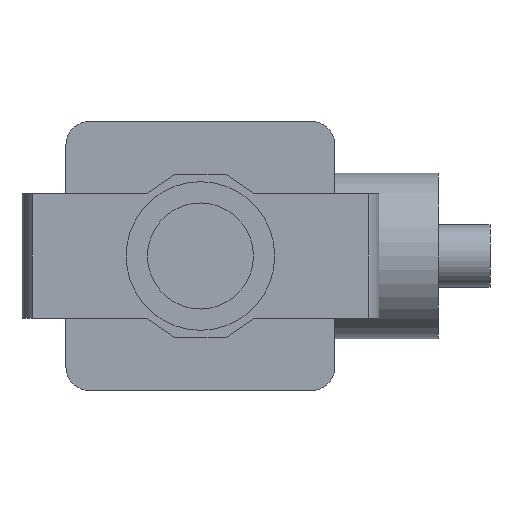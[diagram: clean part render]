
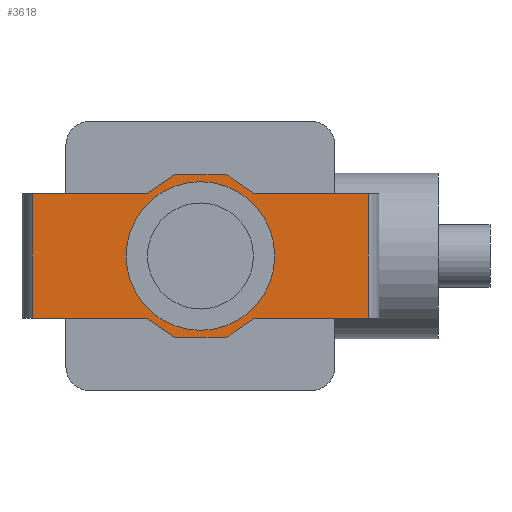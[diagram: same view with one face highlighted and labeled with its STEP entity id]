
A CAD part, front view. The second image highlights one B-rep face of the part: STEP entity #3618.
In plain terms, the highlighted planar face has unit normal (0, -1, 0).
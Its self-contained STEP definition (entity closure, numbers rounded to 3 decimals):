
#33 = CIRCLE ( 'NONE', #2245, 28.75 ) ;
#64 = VECTOR ( 'NONE', #622, 1000. ) ;
#65 = DIRECTION ( 'NONE',  ( 0., 0., -1. ) ) ;
#102 = CARTESIAN_POINT ( 'NONE',  ( 19.25, -139., 0. ) ) ;
#128 = DIRECTION ( 'NONE',  ( -0.826, 0., 0.563 ) ) ;
#137 = EDGE_CURVE ( 'NONE', #3709, #2074, #2497, .T. ) ;
#179 = ORIENTED_EDGE ( 'NONE', *, *, #2638, .F. ) ;
#200 = DIRECTION ( 'NONE',  ( 0., 0., -1. ) ) ;
#201 = EDGE_CURVE ( 'NONE', #1073, #1098, #33, .T. ) ;
#209 = CARTESIAN_POINT ( 'NONE',  ( 84.25, -139., -24. ) ) ;
#265 = DIRECTION ( 'NONE',  ( 0., 0., -1. ) ) ;
#356 = DIRECTION ( 'NONE',  ( 1., 0., 0. ) ) ;
#393 = DIRECTION ( 'NONE',  ( -0.826, 0., -0.563 ) ) ;
#407 = ORIENTED_EDGE ( 'NONE', *, *, #1243, .F. ) ;
#410 = ORIENTED_EDGE ( 'NONE', *, *, #2280, .F. ) ;
#436 = EDGE_LOOP ( 'NONE', ( #3747, #410 ) ) ;
#440 = CARTESIAN_POINT ( 'NONE',  ( 40.25, -139., 24. ) ) ;
#456 = AXIS2_PLACEMENT_3D ( 'NONE', #2947, #2049, #200 ) ;
#598 = CARTESIAN_POINT ( 'NONE',  ( 40.25, -139., -24. ) ) ;
#622 = DIRECTION ( 'NONE',  ( 0.826, 0., -0.563 ) ) ;
#642 = PLANE ( 'NONE',  #2445 ) ;
#678 = CARTESIAN_POINT ( 'NONE',  ( 40.25, -139., 24. ) ) ;
#706 = VECTOR ( 'NONE', #1150, 1000. ) ;
#800 = CARTESIAN_POINT ( 'NONE',  ( 9.25, -139., 31.5 ) ) ;
#822 = CARTESIAN_POINT ( 'NONE',  ( -1.75, -139., -24. ) ) ;
#827 = CARTESIAN_POINT ( 'NONE',  ( -45.75, -139., -24. ) ) ;
#828 = CIRCLE ( 'NONE', #456, 28.75 ) ;
#951 = CARTESIAN_POINT ( 'NONE',  ( -45.75, -139., 24. ) ) ;
#954 = FACE_OUTER_BOUND ( 'NONE', #2066, .T. ) ;
#1043 = VERTEX_POINT ( 'NONE', #1660 ) ;
#1073 = VERTEX_POINT ( 'NONE', #3844 ) ;
#1086 = CARTESIAN_POINT ( 'NONE',  ( 19.25, -139., -28.75 ) ) ;
#1098 = VERTEX_POINT ( 'NONE', #1086 ) ;
#1114 = ORIENTED_EDGE ( 'NONE', *, *, #3004, .F. ) ;
#1150 = DIRECTION ( 'NONE',  ( -1., 0., 0. ) ) ;
#1170 = VECTOR ( 'NONE', #393, 1000. ) ;
#1238 = ORIENTED_EDGE ( 'NONE', *, *, #1803, .F. ) ;
#1241 = CARTESIAN_POINT ( 'NONE',  ( 29.25, -139., -31.5 ) ) ;
#1243 = EDGE_CURVE ( 'NONE', #2194, #2376, #2769, .T. ) ;
#1323 = CARTESIAN_POINT ( 'NONE',  ( -45.75, -139., -24. ) ) ;
#1367 = DIRECTION ( 'NONE',  ( 1., 0., 0. ) ) ;
#1496 = FACE_BOUND ( 'NONE', #436, .T. ) ;
#1500 = CARTESIAN_POINT ( 'NONE',  ( -45.75, -139., 24. ) ) ;
#1514 = LINE ( 'NONE', #3392, #1954 ) ;
#1578 = DIRECTION ( 'NONE',  ( 0., 0., 1. ) ) ;
#1643 = LINE ( 'NONE', #3737, #2075 ) ;
#1660 = CARTESIAN_POINT ( 'NONE',  ( 29.25, -139., 31.5 ) ) ;
#1667 = CARTESIAN_POINT ( 'NONE',  ( 9.25, -139., 31.5 ) ) ;
#1678 = VECTOR ( 'NONE', #3011, 1000. ) ;
#1800 = CARTESIAN_POINT ( 'NONE',  ( -45.75, -139., -31.5 ) ) ;
#1803 = EDGE_CURVE ( 'NONE', #3405, #3348, #3817, .T. ) ;
#1836 = ORIENTED_EDGE ( 'NONE', *, *, #2981, .F. ) ;
#1842 = DIRECTION ( 'NONE',  ( 0., 0., -1. ) ) ;
#1880 = ORIENTED_EDGE ( 'NONE', *, *, #3192, .F. ) ;
#1954 = VECTOR ( 'NONE', #1578, 1000. ) ;
#1963 = VERTEX_POINT ( 'NONE', #951 ) ;
#2035 = ORIENTED_EDGE ( 'NONE', *, *, #3265, .F. ) ;
#2049 = DIRECTION ( 'NONE',  ( 0., -1., 0. ) ) ;
#2066 = EDGE_LOOP ( 'NONE', ( #1880, #2573, #1836, #179, #407, #2829, #2196, #3437, #2035, #1114, #1238, #3837 ) ) ;
#2074 = VERTEX_POINT ( 'NONE', #2200 ) ;
#2075 = VECTOR ( 'NONE', #128, 1000. ) ;
#2109 = EDGE_CURVE ( 'NONE', #2672, #3848, #2559, .T. ) ;
#2121 = LINE ( 'NONE', #3335, #64 ) ;
#2142 = CARTESIAN_POINT ( 'NONE',  ( 9.25, -139., -31.5 ) ) ;
#2167 = VECTOR ( 'NONE', #2240, 1000. ) ;
#2194 = VERTEX_POINT ( 'NONE', #2327 ) ;
#2196 = ORIENTED_EDGE ( 'NONE', *, *, #3065, .F. ) ;
#2198 = DIRECTION ( 'NONE',  ( 0., -1., 0. ) ) ;
#2200 = CARTESIAN_POINT ( 'NONE',  ( 84.25, -139., 24. ) ) ;
#2208 = VECTOR ( 'NONE', #265, 1000. ) ;
#2240 = DIRECTION ( 'NONE',  ( -1., 0., 0. ) ) ;
#2242 = CARTESIAN_POINT ( 'NONE',  ( 9.25, -139., 31.5 ) ) ;
#2245 = AXIS2_PLACEMENT_3D ( 'NONE', #102, #2198, #65 ) ;
#2280 = EDGE_CURVE ( 'NONE', #1098, #1073, #828, .T. ) ;
#2297 = DIRECTION ( 'NONE',  ( 0.826, 0., 0.563 ) ) ;
#2327 = CARTESIAN_POINT ( 'NONE',  ( 40.25, -139., -24. ) ) ;
#2358 = LINE ( 'NONE', #3889, #2208 ) ;
#2376 = VERTEX_POINT ( 'NONE', #2411 ) ;
#2411 = CARTESIAN_POINT ( 'NONE',  ( 29.25, -139., -31.5 ) ) ;
#2445 = AXIS2_PLACEMENT_3D ( 'NONE', #1800, #3676, #1842 ) ;
#2497 = LINE ( 'NONE', #678, #2937 ) ;
#2559 = LINE ( 'NONE', #1323, #2167 ) ;
#2573 = ORIENTED_EDGE ( 'NONE', *, *, #2109, .F. ) ;
#2638 = EDGE_CURVE ( 'NONE', #2376, #3142, #3263, .T. ) ;
#2672 = VERTEX_POINT ( 'NONE', #822 ) ;
#2713 = EDGE_CURVE ( 'NONE', #1963, #3405, #3874, .T. ) ;
#2723 = VECTOR ( 'NONE', #2940, 1000. ) ;
#2769 = LINE ( 'NONE', #1241, #1170 ) ;
#2829 = ORIENTED_EDGE ( 'NONE', *, *, #3522, .F. ) ;
#2904 = VERTEX_POINT ( 'NONE', #209 ) ;
#2937 = VECTOR ( 'NONE', #356, 1000. ) ;
#2940 = DIRECTION ( 'NONE',  ( 1., 0., 0. ) ) ;
#2947 = CARTESIAN_POINT ( 'NONE',  ( 19.25, -139., 0. ) ) ;
#2980 = CARTESIAN_POINT ( 'NONE',  ( 9.25, -139., -31.5 ) ) ;
#2981 = EDGE_CURVE ( 'NONE', #3142, #2672, #1643, .T. ) ;
#3004 = EDGE_CURVE ( 'NONE', #3348, #1043, #3780, .T. ) ;
#3011 = DIRECTION ( 'NONE',  ( -1., 0., 0. ) ) ;
#3065 = EDGE_CURVE ( 'NONE', #2074, #2904, #2358, .T. ) ;
#3142 = VERTEX_POINT ( 'NONE', #2142 ) ;
#3192 = EDGE_CURVE ( 'NONE', #3848, #1963, #1514, .T. ) ;
#3263 = LINE ( 'NONE', #2980, #706 ) ;
#3265 = EDGE_CURVE ( 'NONE', #1043, #3709, #2121, .T. ) ;
#3313 = LINE ( 'NONE', #598, #1678 ) ;
#3335 = CARTESIAN_POINT ( 'NONE',  ( 29.25, -139., 31.5 ) ) ;
#3348 = VERTEX_POINT ( 'NONE', #2242 ) ;
#3392 = CARTESIAN_POINT ( 'NONE',  ( -45.75, -139., 24. ) ) ;
#3405 = VERTEX_POINT ( 'NONE', #3606 ) ;
#3437 = ORIENTED_EDGE ( 'NONE', *, *, #137, .F. ) ;
#3522 = EDGE_CURVE ( 'NONE', #2904, #2194, #3313, .T. ) ;
#3599 = VECTOR ( 'NONE', #1367, 1000. ) ;
#3606 = CARTESIAN_POINT ( 'NONE',  ( -1.75, -139., 24. ) ) ;
#3618 = ADVANCED_FACE ( 'NONE', ( #954, #1496 ), #642, .T. ) ;
#3676 = DIRECTION ( 'NONE',  ( 0., -1., 0. ) ) ;
#3709 = VERTEX_POINT ( 'NONE', #440 ) ;
#3737 = CARTESIAN_POINT ( 'NONE',  ( 9.25, -139., -31.5 ) ) ;
#3747 = ORIENTED_EDGE ( 'NONE', *, *, #201, .F. ) ;
#3754 = VECTOR ( 'NONE', #2297, 1000. ) ;
#3780 = LINE ( 'NONE', #1667, #3599 ) ;
#3817 = LINE ( 'NONE', #800, #3754 ) ;
#3837 = ORIENTED_EDGE ( 'NONE', *, *, #2713, .F. ) ;
#3844 = CARTESIAN_POINT ( 'NONE',  ( 19.25, -139., 28.75 ) ) ;
#3848 = VERTEX_POINT ( 'NONE', #827 ) ;
#3874 = LINE ( 'NONE', #1500, #2723 ) ;
#3889 = CARTESIAN_POINT ( 'NONE',  ( 84.25, -139., 24. ) ) ;
